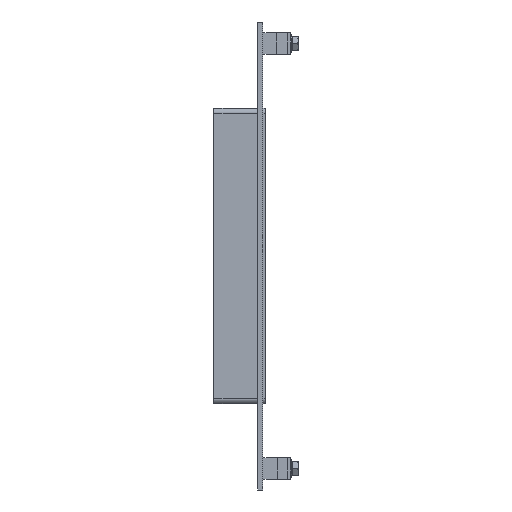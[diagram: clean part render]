
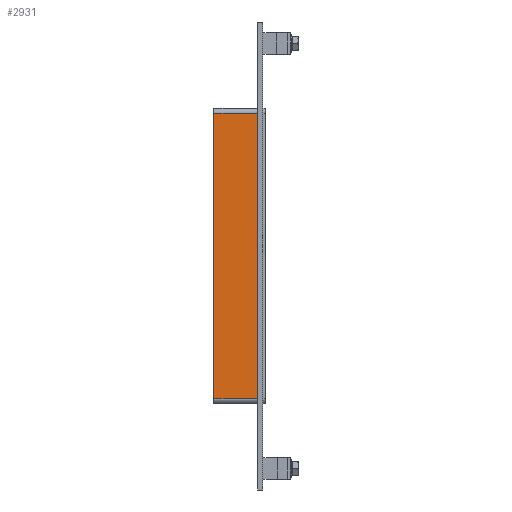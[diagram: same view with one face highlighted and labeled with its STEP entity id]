
A CAD part, left-side view. The second image highlights one B-rep face of the part: STEP entity #2931.
In plain terms, the highlighted planar face has unit normal (-1, 0, 0).
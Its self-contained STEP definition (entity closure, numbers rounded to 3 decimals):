
#1738=CARTESIAN_POINT('',(-392.5,57.0,-165.5));
#1739=VERTEX_POINT('',#1738);
#1749=CARTESIAN_POINT('',(-392.5,57.0,165.5));
#1750=VERTEX_POINT('',#1749);
#1751=CARTESIAN_POINT('',(-392.5,57.0,-165.5));
#1752=DIRECTION('',(0.0,0.0,1.0));
#1753=VECTOR('',#1752,331.0);
#1754=LINE('',#1751,#1753);
#1755=EDGE_CURVE('',#1739,#1750,#1754,.T.);
#2437=CARTESIAN_POINT('',(-392.5,6.,165.5));
#2438=VERTEX_POINT('',#2437);
#2448=CARTESIAN_POINT('',(-392.5,6.,-165.5));
#2449=VERTEX_POINT('',#2448);
#2450=CARTESIAN_POINT('',(-392.5,6.,-165.5));
#2451=DIRECTION('',(0.0,0.0,1.0));
#2452=VECTOR('',#2451,331.0);
#2453=LINE('',#2450,#2452);
#2454=EDGE_CURVE('',#2449,#2438,#2453,.T.);
#2870=CARTESIAN_POINT('',(-392.5,6.,-165.5));
#2871=DIRECTION('',(0.0,1.0,0.0));
#2872=VECTOR('',#2871,51.0);
#2873=LINE('',#2870,#2872);
#2874=EDGE_CURVE('',#2449,#1739,#2873,.T.);
#2915=CARTESIAN_POINT('',(-392.5,0.0,-171.5));
#2916=DIRECTION('',(-1.0,0.0,0.0));
#2917=DIRECTION('',(0.0,0.0,1.0));
#2918=AXIS2_PLACEMENT_3D('',#2915,#2916,#2917);
#2919=PLANE('',#2918);
#2920=ORIENTED_EDGE('',*,*,#2454,.T.);
#2921=CARTESIAN_POINT('',(-392.5,57.0,165.5));
#2922=DIRECTION('',(0.0,-1.0,0.0));
#2923=VECTOR('',#2922,51.0);
#2924=LINE('',#2921,#2923);
#2925=EDGE_CURVE('',#1750,#2438,#2924,.T.);
#2926=ORIENTED_EDGE('',*,*,#2925,.F.);
#2927=ORIENTED_EDGE('',*,*,#1755,.F.);
#2928=ORIENTED_EDGE('',*,*,#2874,.F.);
#2929=EDGE_LOOP('',(#2920,#2926,#2927,#2928));
#2930=FACE_OUTER_BOUND('',#2929,.T.);
#2931=ADVANCED_FACE('',(#2930),#2919,.T.);
